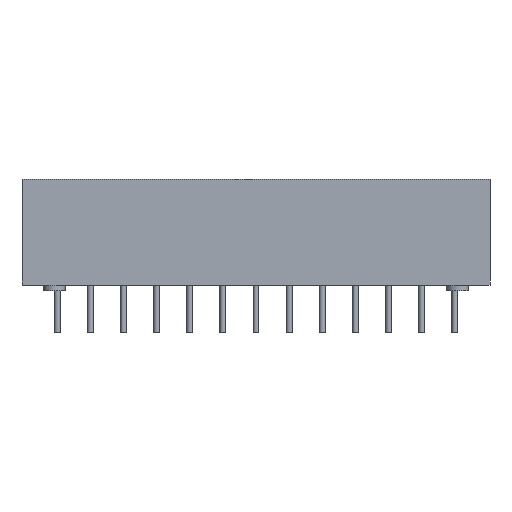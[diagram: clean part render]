
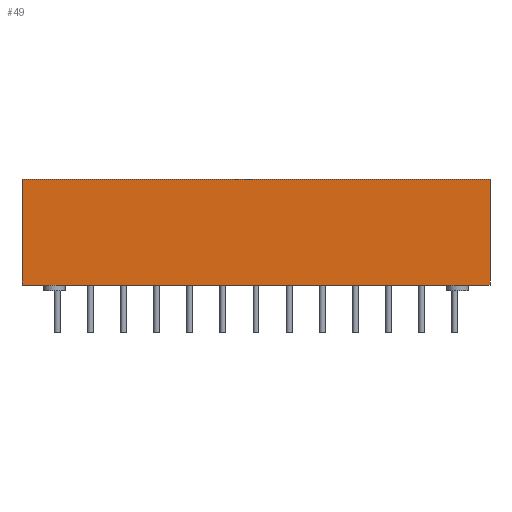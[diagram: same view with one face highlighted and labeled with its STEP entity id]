
A CAD part, front view. The second image highlights one B-rep face of the part: STEP entity #49.
In plain terms, the highlighted planar face has unit normal (0, -1, 0).
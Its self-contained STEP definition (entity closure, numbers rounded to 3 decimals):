
#49=ADVANCED_FACE('',(#1614),#1615,.T.);
#1614=FACE_OUTER_BOUND('',#4917,.T.);
#1615=PLANE('',#4918);
#4917=EDGE_LOOP('',(#8735,#8736,#8737,#8738));
#4918=AXIS2_PLACEMENT_3D('',#8739,#8740,#8741);
#8735=ORIENTED_EDGE('',*,*,#21658,.T.);
#8736=ORIENTED_EDGE('',*,*,#21659,.T.);
#8737=ORIENTED_EDGE('',*,*,#21660,.F.);
#8738=ORIENTED_EDGE('',*,*,#21148,.F.);
#8739=CARTESIAN_POINT('',(-17.94,-17.94,0.0));
#8740=DIRECTION('',(0.0,-1.0,0.0));
#8741=DIRECTION('',(0.0,0.0,-1.0));
#21148=EDGE_CURVE('',#25279,#25281,#25282,.T.);
#21658=EDGE_CURVE('',#25279,#26297,#26299,.T.);
#21659=EDGE_CURVE('',#26297,#26300,#26301,.T.);
#21660=EDGE_CURVE('',#25281,#26300,#26302,.T.);
#25279=VERTEX_POINT('',#32164);
#25281=VERTEX_POINT('',#32167);
#25282=LINE('',#32168,#32169);
#26297=VERTEX_POINT('',#33532);
#26299=LINE('',#33535,#33536);
#26300=VERTEX_POINT('',#33537);
#26301=LINE('',#33538,#33539);
#26302=LINE('',#33540,#33541);
#32164=CARTESIAN_POINT('',(-17.94,-17.94,0.0));
#32167=CARTESIAN_POINT('',(17.94,-17.94,0.0));
#32168=CARTESIAN_POINT('',(-17.94,-17.94,0.0));
#32169=VECTOR('',#42140,35.88);
#33532=CARTESIAN_POINT('',(-17.94,-17.94,-8.1));
#33535=CARTESIAN_POINT('',(-17.94,-17.94,0.0));
#33536=VECTOR('',#42970,8.1);
#33537=CARTESIAN_POINT('',(17.94,-17.94,-8.1));
#33538=CARTESIAN_POINT('',(-17.94,-17.94,-8.1));
#33539=VECTOR('',#42971,35.88);
#33540=CARTESIAN_POINT('',(17.94,-17.94,0.0));
#33541=VECTOR('',#42972,8.1);
#42140=DIRECTION('',(1.0,0.0,0.0));
#42970=DIRECTION('',(0.0,0.0,-1.0));
#42971=DIRECTION('',(1.0,0.0,0.0));
#42972=DIRECTION('',(0.0,0.0,-1.0));
